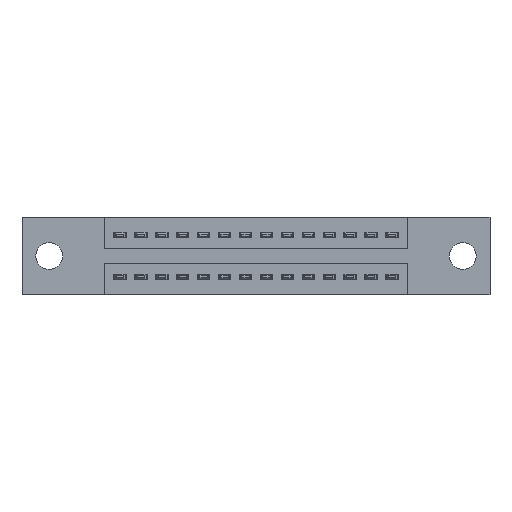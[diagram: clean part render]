
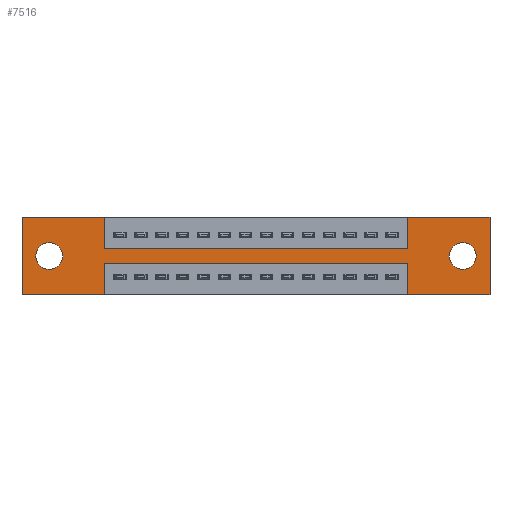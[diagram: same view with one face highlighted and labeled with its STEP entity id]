
A CAD part, front view. The second image highlights one B-rep face of the part: STEP entity #7516.
In plain terms, the highlighted planar face has unit normal (0, -1, 0).
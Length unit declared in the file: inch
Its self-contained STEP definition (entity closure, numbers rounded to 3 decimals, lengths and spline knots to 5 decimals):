
#236 = CIRCLE ( 'NONE', #3999, 0.064 ) ;
#416 = CARTESIAN_POINT ( 'NONE',  ( 0.3925, 0., 0. ) ) ;
#441 = CARTESIAN_POINT ( 'NONE',  ( 2.235, 0., -0.37 ) ) ;
#617 = ORIENTED_EDGE ( 'NONE', *, *, #10011, .F. ) ;
#652 = LINE ( 'NONE', #3689, #12257 ) ;
#704 = ORIENTED_EDGE ( 'NONE', *, *, #5085, .F. ) ;
#925 = VERTEX_POINT ( 'NONE', #3706 ) ;
#947 = LINE ( 'NONE', #13276, #5183 ) ;
#1020 = VECTOR ( 'NONE', #7651, 39.37008 ) ;
#1103 = CARTESIAN_POINT ( 'NONE',  ( 0., 0., 0. ) ) ;
#1152 = VERTEX_POINT ( 'NONE', #441 ) ;
#1165 = VERTEX_POINT ( 'NONE', #7231 ) ;
#1192 = LINE ( 'NONE', #2910, #1020 ) ;
#1196 = ORIENTED_EDGE ( 'NONE', *, *, #9560, .F. ) ;
#1224 = DIRECTION ( 'NONE',  ( 0., 1., 0. ) ) ;
#1274 = DIRECTION ( 'NONE',  ( 1., 0., 0. ) ) ;
#1293 = CARTESIAN_POINT ( 'NONE',  ( 1.8425, 0., -0.15 ) ) ;
#1336 = DIRECTION ( 'NONE',  ( -1., 0., 0. ) ) ;
#1437 = CARTESIAN_POINT ( 'NONE',  ( 0., 0., 0. ) ) ;
#1481 = CARTESIAN_POINT ( 'NONE',  ( 1.8425, 0., 0. ) ) ;
#1504 = DIRECTION ( 'NONE',  ( -1., 0., 0. ) ) ;
#1603 = VECTOR ( 'NONE', #4854, 39.37008 ) ;
#1743 = EDGE_CURVE ( 'NONE', #1165, #2959, #236, .T. ) ;
#1794 = CARTESIAN_POINT ( 'NONE',  ( 0.3925, 0., -0.15 ) ) ;
#1901 = CARTESIAN_POINT ( 'NONE',  ( 0., 0., -0.37 ) ) ;
#1956 = DIRECTION ( 'NONE',  ( 0., 1., 0. ) ) ;
#1991 = FACE_OUTER_BOUND ( 'NONE', #10449, .T. ) ;
#1997 = DIRECTION ( 'NONE',  ( 0., -1., 0. ) ) ;
#2084 = CIRCLE ( 'NONE', #3077, 0.064 ) ;
#2162 = EDGE_CURVE ( 'NONE', #4450, #14158, #10942, .T. ) ;
#2585 = CARTESIAN_POINT ( 'NONE',  ( 0.13, 0., -0.185 ) ) ;
#2619 = EDGE_CURVE ( 'NONE', #7932, #9212, #13581, .T. ) ;
#2630 = EDGE_CURVE ( 'NONE', #13353, #7194, #7588, .T. ) ;
#2789 = PLANE ( 'NONE',  #5761 ) ;
#2795 = ORIENTED_EDGE ( 'NONE', *, *, #2630, .F. ) ;
#2876 = CARTESIAN_POINT ( 'NONE',  ( 0.3925, 0., -0.37 ) ) ;
#2910 = CARTESIAN_POINT ( 'NONE',  ( 0.3925, 0., -0.37 ) ) ;
#2959 = VERTEX_POINT ( 'NONE', #3294 ) ;
#3053 = FACE_BOUND ( 'NONE', #14039, .T. ) ;
#3077 = AXIS2_PLACEMENT_3D ( 'NONE', #4440, #1224, #5637 ) ;
#3125 = ORIENTED_EDGE ( 'NONE', *, *, #3867, .F. ) ;
#3228 = DIRECTION ( 'NONE',  ( 0., 0., 1. ) ) ;
#3282 = CARTESIAN_POINT ( 'NONE',  ( 0.3925, 0., -0.22 ) ) ;
#3294 = CARTESIAN_POINT ( 'NONE',  ( 2.105, 0., -0.121 ) ) ;
#3387 = CARTESIAN_POINT ( 'NONE',  ( 1.8425, 0., -0.37 ) ) ;
#3480 = VERTEX_POINT ( 'NONE', #8781 ) ;
#3515 = VERTEX_POINT ( 'NONE', #7424 ) ;
#3577 = VECTOR ( 'NONE', #3228, 39.37008 ) ;
#3689 = CARTESIAN_POINT ( 'NONE',  ( 0., 0., -0.37 ) ) ;
#3695 = AXIS2_PLACEMENT_3D ( 'NONE', #3870, #4030, #7415 ) ;
#3706 = CARTESIAN_POINT ( 'NONE',  ( 0.13, 0., -0.121 ) ) ;
#3707 = CARTESIAN_POINT ( 'NONE',  ( 2.235, 0., 0. ) ) ;
#3708 = CARTESIAN_POINT ( 'NONE',  ( 0., 0., -0.37 ) ) ;
#3727 = VECTOR ( 'NONE', #1274, 39.37008 ) ;
#3857 = VECTOR ( 'NONE', #12701, 39.37008 ) ;
#3867 = EDGE_CURVE ( 'NONE', #3480, #7932, #10877, .T. ) ;
#3870 = CARTESIAN_POINT ( 'NONE',  ( 2.105, 0., -0.185 ) ) ;
#3911 = EDGE_CURVE ( 'NONE', #3515, #925, #2084, .T. ) ;
#3999 = AXIS2_PLACEMENT_3D ( 'NONE', #4412, #1956, #6458 ) ;
#4030 = DIRECTION ( 'NONE',  ( 0., 1., 0. ) ) ;
#4222 = LINE ( 'NONE', #1437, #3857 ) ;
#4277 = FACE_BOUND ( 'NONE', #13075, .T. ) ;
#4412 = CARTESIAN_POINT ( 'NONE',  ( 2.105, 0., -0.185 ) ) ;
#4440 = CARTESIAN_POINT ( 'NONE',  ( 0.13, 0., -0.185 ) ) ;
#4450 = VERTEX_POINT ( 'NONE', #14434 ) ;
#4484 = EDGE_CURVE ( 'NONE', #13412, #12618, #1192, .T. ) ;
#4523 = DIRECTION ( 'NONE',  ( 0., 0., 1. ) ) ;
#4854 = DIRECTION ( 'NONE',  ( 0., 0., 1. ) ) ;
#4913 = ORIENTED_EDGE ( 'NONE', *, *, #2619, .F. ) ;
#4938 = DIRECTION ( 'NONE',  ( 0., 0., -1. ) ) ;
#5085 = EDGE_CURVE ( 'NONE', #12618, #4450, #652, .T. ) ;
#5183 = VECTOR ( 'NONE', #14344, 39.37008 ) ;
#5360 = CARTESIAN_POINT ( 'NONE',  ( 1.8425, 0., 0. ) ) ;
#5637 = DIRECTION ( 'NONE',  ( 0., 0., 1. ) ) ;
#5666 = VECTOR ( 'NONE', #11075, 39.37008 ) ;
#5761 = AXIS2_PLACEMENT_3D ( 'NONE', #1901, #1997, #4938 ) ;
#5799 = CARTESIAN_POINT ( 'NONE',  ( 0.3925, 0., -0.22 ) ) ;
#5978 = VECTOR ( 'NONE', #13098, 39.37008 ) ;
#6061 = ORIENTED_EDGE ( 'NONE', *, *, #7485, .T. ) ;
#6169 = ORIENTED_EDGE ( 'NONE', *, *, #1743, .T. ) ;
#6424 = ORIENTED_EDGE ( 'NONE', *, *, #4484, .F. ) ;
#6458 = DIRECTION ( 'NONE',  ( 0., 0., -1. ) ) ;
#6537 = CARTESIAN_POINT ( 'NONE',  ( 0.3925, 0., 0. ) ) ;
#6583 = CIRCLE ( 'NONE', #12512, 0.064 ) ;
#6896 = ORIENTED_EDGE ( 'NONE', *, *, #14161, .F. ) ;
#7194 = VERTEX_POINT ( 'NONE', #12640 ) ;
#7231 = CARTESIAN_POINT ( 'NONE',  ( 2.105, 0., -0.249 ) ) ;
#7415 = DIRECTION ( 'NONE',  ( 0., 0., -1. ) ) ;
#7424 = CARTESIAN_POINT ( 'NONE',  ( 0.13, 0., -0.249 ) ) ;
#7485 = EDGE_CURVE ( 'NONE', #925, #3515, #6583, .T. ) ;
#7516 = ADVANCED_FACE ( 'NONE', ( #3053, #4277, #1991 ), #2789, .T. ) ;
#7588 = LINE ( 'NONE', #3387, #1603 ) ;
#7651 = DIRECTION ( 'NONE',  ( 0., 0., -1. ) ) ;
#7744 = LINE ( 'NONE', #6537, #5666 ) ;
#7932 = VERTEX_POINT ( 'NONE', #1293 ) ;
#8583 = EDGE_CURVE ( 'NONE', #9212, #11547, #9348, .T. ) ;
#8781 = CARTESIAN_POINT ( 'NONE',  ( 0.3925, 0., -0.15 ) ) ;
#8784 = EDGE_CURVE ( 'NONE', #13026, #3480, #7744, .T. ) ;
#9212 = VERTEX_POINT ( 'NONE', #1481 ) ;
#9348 = LINE ( 'NONE', #12625, #3727 ) ;
#9560 = EDGE_CURVE ( 'NONE', #7194, #13412, #10545, .T. ) ;
#10011 = EDGE_CURVE ( 'NONE', #14158, #13026, #4222, .T. ) ;
#10142 = ORIENTED_EDGE ( 'NONE', *, *, #13234, .F. ) ;
#10429 = DIRECTION ( 'NONE',  ( 0., 1., 0. ) ) ;
#10449 = EDGE_LOOP ( 'NONE', ( #6424, #1196, #2795, #10142, #6896, #13620, #4913, #3125, #11629, #617, #12139, #704 ) ) ;
#10475 = DIRECTION ( 'NONE',  ( 0., 0., 1. ) ) ;
#10502 = CARTESIAN_POINT ( 'NONE',  ( 1.8425, 0., -0.37 ) ) ;
#10545 = LINE ( 'NONE', #5799, #11783 ) ;
#10846 = ORIENTED_EDGE ( 'NONE', *, *, #12520, .T. ) ;
#10877 = LINE ( 'NONE', #1794, #5978 ) ;
#10942 = LINE ( 'NONE', #1103, #3577 ) ;
#11075 = DIRECTION ( 'NONE',  ( 0., 0., -1. ) ) ;
#11503 = DIRECTION ( 'NONE',  ( -1., 0., 0. ) ) ;
#11517 = CIRCLE ( 'NONE', #3695, 0.064 ) ;
#11547 = VERTEX_POINT ( 'NONE', #3707 ) ;
#11629 = ORIENTED_EDGE ( 'NONE', *, *, #8784, .F. ) ;
#11783 = VECTOR ( 'NONE', #1336, 39.37008 ) ;
#12139 = ORIENTED_EDGE ( 'NONE', *, *, #2162, .F. ) ;
#12257 = VECTOR ( 'NONE', #1504, 39.37008 ) ;
#12512 = AXIS2_PLACEMENT_3D ( 'NONE', #2585, #10429, #10475 ) ;
#12520 = EDGE_CURVE ( 'NONE', #2959, #1165, #11517, .T. ) ;
#12618 = VERTEX_POINT ( 'NONE', #2876 ) ;
#12625 = CARTESIAN_POINT ( 'NONE',  ( 0., 0., 0. ) ) ;
#12640 = CARTESIAN_POINT ( 'NONE',  ( 1.8425, 0., -0.22 ) ) ;
#12701 = DIRECTION ( 'NONE',  ( 1., 0., 0. ) ) ;
#13026 = VERTEX_POINT ( 'NONE', #416 ) ;
#13075 = EDGE_LOOP ( 'NONE', ( #6061, #13738 ) ) ;
#13098 = DIRECTION ( 'NONE',  ( 1., 0., 0. ) ) ;
#13234 = EDGE_CURVE ( 'NONE', #1152, #13353, #14391, .T. ) ;
#13276 = CARTESIAN_POINT ( 'NONE',  ( 2.235, 0., 0. ) ) ;
#13299 = VECTOR ( 'NONE', #11503, 39.37008 ) ;
#13353 = VERTEX_POINT ( 'NONE', #10502 ) ;
#13412 = VERTEX_POINT ( 'NONE', #3282 ) ;
#13581 = LINE ( 'NONE', #5360, #14312 ) ;
#13620 = ORIENTED_EDGE ( 'NONE', *, *, #8583, .F. ) ;
#13738 = ORIENTED_EDGE ( 'NONE', *, *, #3911, .T. ) ;
#14039 = EDGE_LOOP ( 'NONE', ( #10846, #6169 ) ) ;
#14158 = VERTEX_POINT ( 'NONE', #14438 ) ;
#14161 = EDGE_CURVE ( 'NONE', #11547, #1152, #947, .T. ) ;
#14312 = VECTOR ( 'NONE', #4523, 39.37008 ) ;
#14344 = DIRECTION ( 'NONE',  ( 0., 0., -1. ) ) ;
#14391 = LINE ( 'NONE', #3708, #13299 ) ;
#14434 = CARTESIAN_POINT ( 'NONE',  ( 0., 0., -0.37 ) ) ;
#14438 = CARTESIAN_POINT ( 'NONE',  ( 0., 0., 0. ) ) ;
